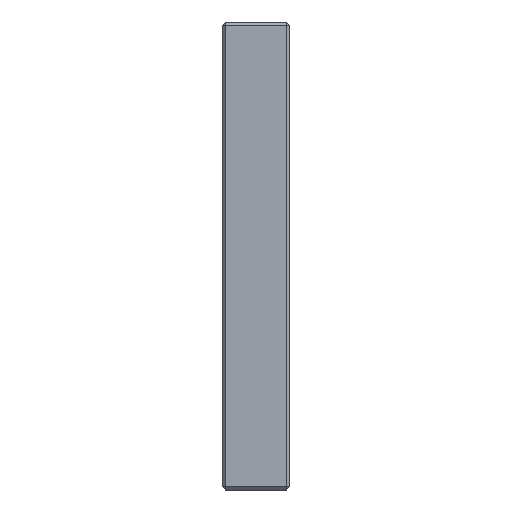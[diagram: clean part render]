
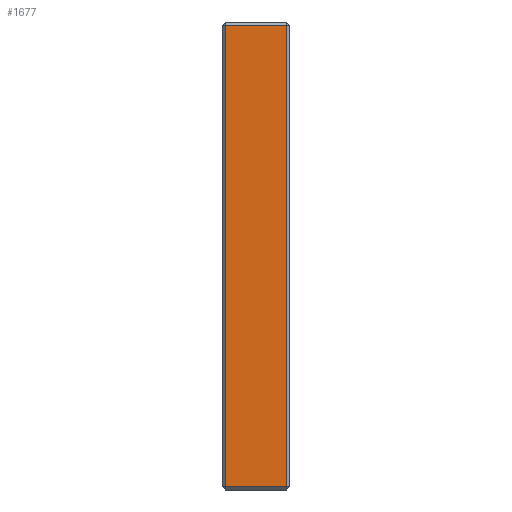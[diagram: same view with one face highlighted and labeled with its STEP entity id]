
A CAD part, left-side view. The second image highlights one B-rep face of the part: STEP entity #1677.
In plain terms, the highlighted planar face has unit normal (-1, 0, 0).
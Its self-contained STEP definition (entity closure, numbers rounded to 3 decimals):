
#7 = DIRECTION ( 'NONE',  ( 0., 1., 0. ) ) ;
#23 = FACE_OUTER_BOUND ( 'NONE', #1772, .T. ) ;
#36 = VERTEX_POINT ( 'NONE', #84 ) ;
#84 = CARTESIAN_POINT ( 'NONE',  ( -50., 5., -37.5 ) ) ;
#98 = CARTESIAN_POINT ( 'NONE',  ( -50., -5., -37.5 ) ) ;
#252 = DIRECTION ( 'NONE',  ( 1., 0., 0. ) ) ;
#280 = VECTOR ( 'NONE', #7, 1000. ) ;
#328 = DIRECTION ( 'NONE',  ( 0., -1., 0. ) ) ;
#377 = CARTESIAN_POINT ( 'NONE',  ( -50., 5., -37.5 ) ) ;
#380 = AXIS2_PLACEMENT_3D ( 'NONE', #691, #252, #528 ) ;
#402 = CARTESIAN_POINT ( 'NONE',  ( -50., -5., 37.5 ) ) ;
#433 = LINE ( 'NONE', #1396, #476 ) ;
#441 = EDGE_CURVE ( 'NONE', #1722, #1619, #1196, .T. ) ;
#476 = VECTOR ( 'NONE', #1119, 1000. ) ;
#528 = DIRECTION ( 'NONE',  ( 0., 0., -1. ) ) ;
#636 = ORIENTED_EDGE ( 'NONE', *, *, #1824, .T. ) ;
#642 = EDGE_CURVE ( 'NONE', #36, #1049, #1121, .T. ) ;
#670 = DIRECTION ( 'NONE',  ( 0., 0., -1. ) ) ;
#691 = CARTESIAN_POINT ( 'NONE',  ( -50., 5.5, -38. ) ) ;
#700 = ORIENTED_EDGE ( 'NONE', *, *, #1783, .T. ) ;
#747 = VECTOR ( 'NONE', #328, 1000. ) ;
#773 = VECTOR ( 'NONE', #670, 1000. ) ;
#1049 = VERTEX_POINT ( 'NONE', #98 ) ;
#1119 = DIRECTION ( 'NONE',  ( 0., 0., 1. ) ) ;
#1121 = LINE ( 'NONE', #1171, #747 ) ;
#1171 = CARTESIAN_POINT ( 'NONE',  ( -50., 5.5, -37.5 ) ) ;
#1191 = ORIENTED_EDGE ( 'NONE', *, *, #441, .T. ) ;
#1196 = LINE ( 'NONE', #1555, #280 ) ;
#1218 = PLANE ( 'NONE',  #380 ) ;
#1253 = ORIENTED_EDGE ( 'NONE', *, *, #642, .T. ) ;
#1396 = CARTESIAN_POINT ( 'NONE',  ( -50., -5., -38. ) ) ;
#1420 = LINE ( 'NONE', #377, #773 ) ;
#1484 = CARTESIAN_POINT ( 'NONE',  ( -50., 5., 37.5 ) ) ;
#1555 = CARTESIAN_POINT ( 'NONE',  ( -50., 5.5, 37.5 ) ) ;
#1619 = VERTEX_POINT ( 'NONE', #1484 ) ;
#1677 = ADVANCED_FACE ( 'NONE', ( #23 ), #1218, .F. ) ;
#1722 = VERTEX_POINT ( 'NONE', #402 ) ;
#1772 = EDGE_LOOP ( 'NONE', ( #1253, #636, #1191, #700 ) ) ;
#1783 = EDGE_CURVE ( 'NONE', #1619, #36, #1420, .T. ) ;
#1824 = EDGE_CURVE ( 'NONE', #1049, #1722, #433, .T. ) ;
